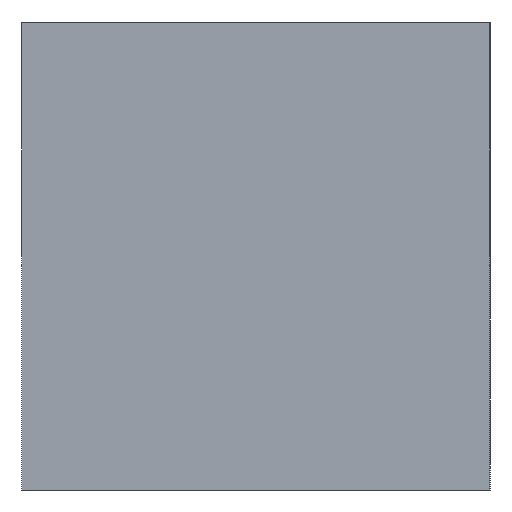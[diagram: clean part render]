
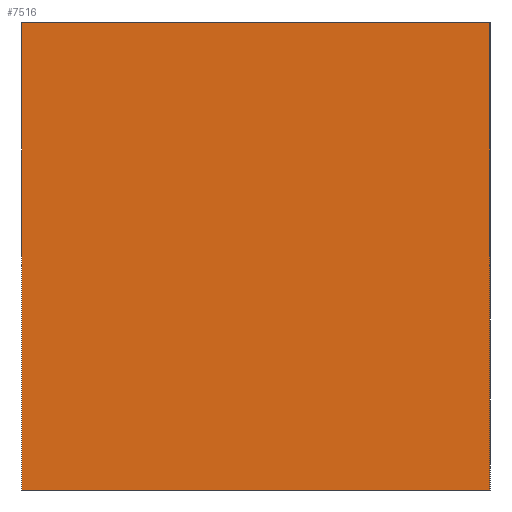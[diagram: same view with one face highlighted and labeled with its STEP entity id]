
A CAD part, left-side view. The second image highlights one B-rep face of the part: STEP entity #7516.
In plain terms, the highlighted planar face has unit normal (-1, 0, 0).
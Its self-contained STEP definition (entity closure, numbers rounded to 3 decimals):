
#975=FACE_OUTER_BOUND('',#1399,.T.);
#1399=EDGE_LOOP('',(#6582,#6583,#6584,#6585));
#1670=LINE('',#11726,#2354);
#2089=LINE('',#13109,#2773);
#2090=LINE('',#13110,#2774);
#2091=LINE('',#13111,#2775);
#2354=VECTOR('',#8301,10.);
#2773=VECTOR('',#9362,10.);
#2774=VECTOR('',#9363,10.);
#2775=VECTOR('',#9364,10.);
#3093=VERTEX_POINT('',#11719);
#3096=VERTEX_POINT('',#11724);
#3472=VERTEX_POINT('',#13107);
#3473=VERTEX_POINT('',#13108);
#3947=EDGE_CURVE('',#3096,#3093,#1670,.T.);
#4515=EDGE_CURVE('',#3472,#3473,#2089,.T.);
#4516=EDGE_CURVE('',#3473,#3093,#2090,.T.);
#4517=EDGE_CURVE('',#3472,#3096,#2091,.T.);
#6582=ORIENTED_EDGE('',*,*,#4515,.T.);
#6583=ORIENTED_EDGE('',*,*,#4516,.T.);
#6584=ORIENTED_EDGE('',*,*,#3947,.F.);
#6585=ORIENTED_EDGE('',*,*,#4517,.F.);
#6824=PLANE('',#7916);
#7516=ADVANCED_FACE('',(#975),#6824,.T.);
#7916=AXIS2_PLACEMENT_3D('',#13106,#9360,#9361);
#8301=DIRECTION('',(0.,-1.,0.));
#9360=DIRECTION('center_axis',(-1.,0.,0.));
#9361=DIRECTION('ref_axis',(0.,-1.,0.));
#9362=DIRECTION('',(0.,-1.,0.));
#9363=DIRECTION('',(0.,0.,1.));
#9364=DIRECTION('',(0.,0.,1.));
#11719=CARTESIAN_POINT('',(0.,0.,76.2));
#11724=CARTESIAN_POINT('',(0.,76.2,76.2));
#11726=CARTESIAN_POINT('',(0.,76.2,76.2));
#13106=CARTESIAN_POINT('Origin',(0.,76.2,0.));
#13107=CARTESIAN_POINT('',(0.,76.2,0.));
#13108=CARTESIAN_POINT('',(0.,0.,0.));
#13109=CARTESIAN_POINT('',(0.,76.2,0.));
#13110=CARTESIAN_POINT('',(0.,0.,0.));
#13111=CARTESIAN_POINT('',(0.,76.2,0.));
